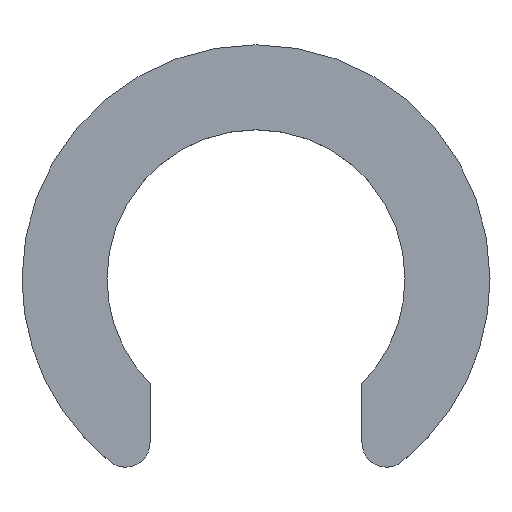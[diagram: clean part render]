
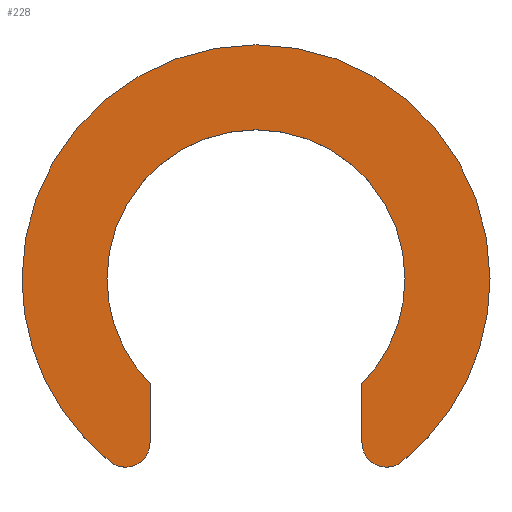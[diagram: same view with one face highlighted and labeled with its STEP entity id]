
A CAD part, top view. The second image highlights one B-rep face of the part: STEP entity #228.
In plain terms, the highlighted planar face has unit normal (0, 0, 1).
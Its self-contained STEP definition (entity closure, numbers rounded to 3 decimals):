
#1 = CARTESIAN_POINT ( 'NONE',  ( 0., 0., 1.3 ) ) ;
#3 = AXIS2_PLACEMENT_3D ( 'NONE', #90, #163, #121 ) ;
#12 = AXIS2_PLACEMENT_3D ( 'NONE', #132, #97, #269 ) ;
#15 = VERTEX_POINT ( 'NONE', #214 ) ;
#20 = DIRECTION ( 'NONE',  ( 1., 0., 0. ) ) ;
#24 = EDGE_CURVE ( 'NONE', #283, #438, #384, .T. ) ;
#28 = CARTESIAN_POINT ( 'NONE',  ( -4.3, -6.645, 1.3 ) ) ;
#34 = LINE ( 'NONE', #213, #401 ) ;
#54 = VERTEX_POINT ( 'NONE', #422 ) ;
#59 = VECTOR ( 'NONE', #433, 1000. ) ;
#61 = CARTESIAN_POINT ( 'NONE',  ( -6.05, 0., 1.3 ) ) ;
#63 = FACE_OUTER_BOUND ( 'NONE', #130, .T. ) ;
#64 = VERTEX_POINT ( 'NONE', #294 ) ;
#66 = DIRECTION ( 'NONE',  ( 1., 0., 0. ) ) ;
#76 = VERTEX_POINT ( 'NONE', #237 ) ;
#78 = ORIENTED_EDGE ( 'NONE', *, *, #94, .F. ) ;
#86 = DIRECTION ( 'NONE',  ( 0., 0., 1. ) ) ;
#87 = CARTESIAN_POINT ( 'NONE',  ( 5.3, -6.645, 1.3 ) ) ;
#89 = EDGE_CURVE ( 'NONE', #64, #283, #142, .T. ) ;
#90 = CARTESIAN_POINT ( 'NONE',  ( 0., 0., 1.3 ) ) ;
#94 = EDGE_CURVE ( 'NONE', #15, #216, #174, .T. ) ;
#96 = CARTESIAN_POINT ( 'NONE',  ( 4.3, -4.256, 1.3 ) ) ;
#97 = DIRECTION ( 'NONE',  ( 0., 0., 1. ) ) ;
#121 = DIRECTION ( 'NONE',  ( 1., 0., 0. ) ) ;
#126 = AXIS2_PLACEMENT_3D ( 'NONE', #87, #396, #430 ) ;
#129 = DIRECTION ( 'NONE',  ( 1., 0., 0. ) ) ;
#130 = EDGE_LOOP ( 'NONE', ( #156, #405, #219, #354, #167, #171, #78, #233, #440, #295 ) ) ;
#131 = DIRECTION ( 'NONE',  ( 0., 0., 1. ) ) ;
#132 = CARTESIAN_POINT ( 'NONE',  ( 0., 0., 1.3 ) ) ;
#142 = CIRCLE ( 'NONE', #446, 9.5 ) ;
#148 = EDGE_CURVE ( 'NONE', #322, #76, #362, .T. ) ;
#156 = ORIENTED_EDGE ( 'NONE', *, *, #437, .T. ) ;
#158 = AXIS2_PLACEMENT_3D ( 'NONE', #198, #263, #129 ) ;
#162 = CARTESIAN_POINT ( 'NONE',  ( 0., 0., 1.3 ) ) ;
#163 = DIRECTION ( 'NONE',  ( 0., 0., 1. ) ) ;
#166 = CIRCLE ( 'NONE', #301, 9.5 ) ;
#167 = ORIENTED_EDGE ( 'NONE', *, *, #242, .T. ) ;
#170 = EDGE_CURVE ( 'NONE', #322, #15, #377, .T. ) ;
#171 = ORIENTED_EDGE ( 'NONE', *, *, #275, .F. ) ;
#172 = CARTESIAN_POINT ( 'NONE',  ( -5.924, -7.427, 1.3 ) ) ;
#174 = CIRCLE ( 'NONE', #158, 6.05 ) ;
#178 = VERTEX_POINT ( 'NONE', #28 ) ;
#188 = AXIS2_PLACEMENT_3D ( 'NONE', #234, #131, #226 ) ;
#192 = AXIS2_PLACEMENT_3D ( 'NONE', #1, #217, #351 ) ;
#193 = CARTESIAN_POINT ( 'NONE',  ( 4.3, 0., 1.3 ) ) ;
#198 = CARTESIAN_POINT ( 'NONE',  ( 0., 0., 1.3 ) ) ;
#200 = CIRCLE ( 'NONE', #3, 6.05 ) ;
#211 = DIRECTION ( 'NONE',  ( 1., 0., 0. ) ) ;
#213 = CARTESIAN_POINT ( 'NONE',  ( -4.3, 0., 1.3 ) ) ;
#214 = CARTESIAN_POINT ( 'NONE',  ( 6.05, 0., 1.3 ) ) ;
#216 = VERTEX_POINT ( 'NONE', #61 ) ;
#217 = DIRECTION ( 'NONE',  ( 0., 0., 1. ) ) ;
#218 = CIRCLE ( 'NONE', #188, 1. ) ;
#219 = ORIENTED_EDGE ( 'NONE', *, *, #24, .T. ) ;
#226 = DIRECTION ( 'NONE',  ( 1., 0., 0. ) ) ;
#228 = ADVANCED_FACE ( 'NONE', ( #63 ), #306, .T. ) ;
#233 = ORIENTED_EDGE ( 'NONE', *, *, #170, .F. ) ;
#234 = CARTESIAN_POINT ( 'NONE',  ( -5.3, -6.645, 1.3 ) ) ;
#237 = CARTESIAN_POINT ( 'NONE',  ( 4.3, -6.645, 1.3 ) ) ;
#242 = EDGE_CURVE ( 'NONE', #178, #54, #34, .T. ) ;
#256 = DIRECTION ( 'NONE',  ( 0., 0., 1. ) ) ;
#263 = DIRECTION ( 'NONE',  ( 0., 0., 1. ) ) ;
#268 = EDGE_CURVE ( 'NONE', #420, #76, #323, .T. ) ;
#269 = DIRECTION ( 'NONE',  ( 1., 0., 0. ) ) ;
#272 = CARTESIAN_POINT ( 'NONE',  ( 5.924, -7.427, 1.3 ) ) ;
#275 = EDGE_CURVE ( 'NONE', #216, #54, #200, .T. ) ;
#276 = DIRECTION ( 'NONE',  ( 0., 1., 0. ) ) ;
#278 = CARTESIAN_POINT ( 'NONE',  ( 0., 0., 1.3 ) ) ;
#283 = VERTEX_POINT ( 'NONE', #291 ) ;
#291 = CARTESIAN_POINT ( 'NONE',  ( -9.5, 0., 1.3 ) ) ;
#294 = CARTESIAN_POINT ( 'NONE',  ( 9.5, 0., 1.3 ) ) ;
#295 = ORIENTED_EDGE ( 'NONE', *, *, #268, .F. ) ;
#301 = AXIS2_PLACEMENT_3D ( 'NONE', #278, #417, #211 ) ;
#306 = PLANE ( 'NONE',  #402 ) ;
#322 = VERTEX_POINT ( 'NONE', #96 ) ;
#323 = CIRCLE ( 'NONE', #126, 1. ) ;
#325 = EDGE_CURVE ( 'NONE', #438, #178, #218, .T. ) ;
#351 = DIRECTION ( 'NONE',  ( 1., 0., 0. ) ) ;
#354 = ORIENTED_EDGE ( 'NONE', *, *, #325, .T. ) ;
#362 = LINE ( 'NONE', #193, #59 ) ;
#377 = CIRCLE ( 'NONE', #12, 6.05 ) ;
#384 = CIRCLE ( 'NONE', #192, 9.5 ) ;
#396 = DIRECTION ( 'NONE',  ( 0., 0., -1. ) ) ;
#401 = VECTOR ( 'NONE', #276, 1000. ) ;
#402 = AXIS2_PLACEMENT_3D ( 'NONE', #442, #256, #20 ) ;
#405 = ORIENTED_EDGE ( 'NONE', *, *, #89, .T. ) ;
#417 = DIRECTION ( 'NONE',  ( 0., 0., 1. ) ) ;
#420 = VERTEX_POINT ( 'NONE', #272 ) ;
#422 = CARTESIAN_POINT ( 'NONE',  ( -4.3, -4.256, 1.3 ) ) ;
#430 = DIRECTION ( 'NONE',  ( 1., 0., 0. ) ) ;
#433 = DIRECTION ( 'NONE',  ( 0., -1., 0. ) ) ;
#437 = EDGE_CURVE ( 'NONE', #420, #64, #166, .T. ) ;
#438 = VERTEX_POINT ( 'NONE', #172 ) ;
#440 = ORIENTED_EDGE ( 'NONE', *, *, #148, .T. ) ;
#442 = CARTESIAN_POINT ( 'NONE',  ( 0., 0., 1.3 ) ) ;
#446 = AXIS2_PLACEMENT_3D ( 'NONE', #162, #86, #66 ) ;
